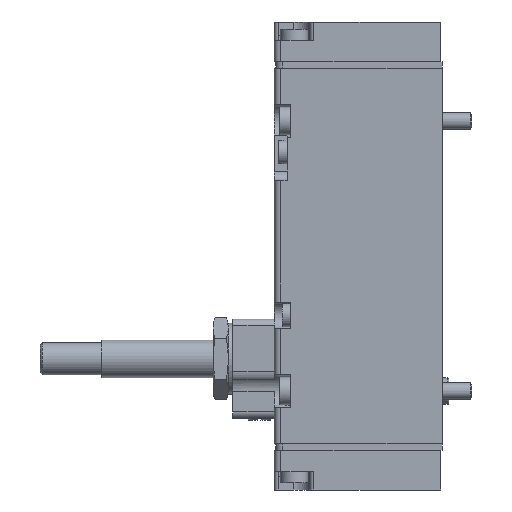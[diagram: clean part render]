
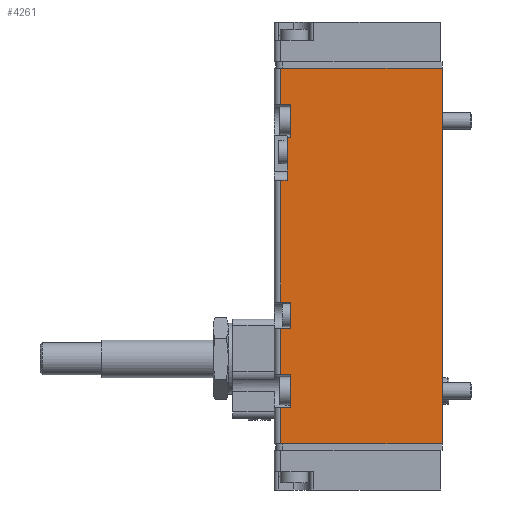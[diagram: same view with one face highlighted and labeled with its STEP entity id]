
A CAD part, left-side view. The second image highlights one B-rep face of the part: STEP entity #4261.
In plain terms, the highlighted planar face has unit normal (-1, 0.018, 0).
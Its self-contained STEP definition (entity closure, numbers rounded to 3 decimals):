
#123=LINE('',#6568,#497);
#129=LINE('',#6581,#503);
#130=LINE('',#6583,#504);
#131=LINE('',#6585,#505);
#132=LINE('',#6587,#506);
#133=LINE('',#6589,#507);
#134=LINE('',#6591,#508);
#135=LINE('',#6593,#509);
#136=LINE('',#6595,#510);
#137=LINE('',#6597,#511);
#138=LINE('',#6599,#512);
#139=LINE('',#6601,#513);
#140=LINE('',#6603,#514);
#141=LINE('',#6605,#515);
#142=LINE('',#6607,#516);
#143=LINE('',#6609,#517);
#144=LINE('',#6611,#518);
#145=LINE('',#6613,#519);
#497=VECTOR('',#5145,1000.);
#503=VECTOR('',#5155,1000.);
#504=VECTOR('',#5156,1000.);
#505=VECTOR('',#5157,1000.);
#506=VECTOR('',#5158,1000.);
#507=VECTOR('',#5159,1000.);
#508=VECTOR('',#5160,1000.);
#509=VECTOR('',#5161,1000.);
#510=VECTOR('',#5162,1000.);
#511=VECTOR('',#5163,1000.);
#512=VECTOR('',#5164,1000.);
#513=VECTOR('',#5165,1000.);
#514=VECTOR('',#5166,1000.);
#515=VECTOR('',#5167,1000.);
#516=VECTOR('',#5168,1000.);
#517=VECTOR('',#5169,1000.);
#518=VECTOR('',#5170,1000.);
#519=VECTOR('',#5171,1000.);
#856=PLANE('',#4572);
#1324=ORIENTED_EDGE('',*,*,#2563,.F.);
#1325=ORIENTED_EDGE('',*,*,#2564,.T.);
#1326=ORIENTED_EDGE('',*,*,#2565,.T.);
#1327=ORIENTED_EDGE('',*,*,#2566,.F.);
#1328=ORIENTED_EDGE('',*,*,#2567,.F.);
#1329=ORIENTED_EDGE('',*,*,#2568,.F.);
#1330=ORIENTED_EDGE('',*,*,#2569,.T.);
#1331=ORIENTED_EDGE('',*,*,#2570,.F.);
#1332=ORIENTED_EDGE('',*,*,#2571,.F.);
#1333=ORIENTED_EDGE('',*,*,#2572,.F.);
#1334=ORIENTED_EDGE('',*,*,#2573,.T.);
#1335=ORIENTED_EDGE('',*,*,#2574,.T.);
#1336=ORIENTED_EDGE('',*,*,#2575,.F.);
#1337=ORIENTED_EDGE('',*,*,#2576,.F.);
#1338=ORIENTED_EDGE('',*,*,#2577,.T.);
#1339=ORIENTED_EDGE('',*,*,#2578,.F.);
#1340=ORIENTED_EDGE('',*,*,#2579,.F.);
#1341=ORIENTED_EDGE('',*,*,#2557,.F.);
#2557=EDGE_CURVE('',#3168,#3169,#123,.T.);
#2563=EDGE_CURVE('',#3174,#3168,#129,.T.);
#2564=EDGE_CURVE('',#3174,#3175,#130,.T.);
#2565=EDGE_CURVE('',#3175,#3176,#131,.T.);
#2566=EDGE_CURVE('',#3177,#3176,#132,.T.);
#2567=EDGE_CURVE('',#3178,#3177,#133,.T.);
#2568=EDGE_CURVE('',#3179,#3178,#134,.T.);
#2569=EDGE_CURVE('',#3179,#3180,#135,.T.);
#2570=EDGE_CURVE('',#3181,#3180,#136,.T.);
#2571=EDGE_CURVE('',#3182,#3181,#137,.T.);
#2572=EDGE_CURVE('',#3183,#3182,#138,.T.);
#2573=EDGE_CURVE('',#3183,#3184,#139,.T.);
#2574=EDGE_CURVE('',#3184,#3185,#140,.T.);
#2575=EDGE_CURVE('',#3186,#3185,#141,.T.);
#2576=EDGE_CURVE('',#3187,#3186,#142,.T.);
#2577=EDGE_CURVE('',#3187,#3188,#143,.T.);
#2578=EDGE_CURVE('',#3189,#3188,#144,.T.);
#2579=EDGE_CURVE('',#3169,#3189,#145,.T.);
#3168=VERTEX_POINT('',#6567);
#3169=VERTEX_POINT('',#6569);
#3174=VERTEX_POINT('',#6582);
#3175=VERTEX_POINT('',#6584);
#3176=VERTEX_POINT('',#6586);
#3177=VERTEX_POINT('',#6588);
#3178=VERTEX_POINT('',#6590);
#3179=VERTEX_POINT('',#6592);
#3180=VERTEX_POINT('',#6594);
#3181=VERTEX_POINT('',#6596);
#3182=VERTEX_POINT('',#6598);
#3183=VERTEX_POINT('',#6600);
#3184=VERTEX_POINT('',#6602);
#3185=VERTEX_POINT('',#6604);
#3186=VERTEX_POINT('',#6606);
#3187=VERTEX_POINT('',#6608);
#3188=VERTEX_POINT('',#6610);
#3189=VERTEX_POINT('',#6612);
#3580=EDGE_LOOP('',(#1324,#1325,#1326,#1327,#1328,#1329,#1330,#1331,#1332,
#1333,#1334,#1335,#1336,#1337,#1338,#1339,#1340,#1341));
#3912=FACE_BOUND('',#3580,.T.);
#4261=ADVANCED_FACE('',(#3912),#856,.F.);
#4572=AXIS2_PLACEMENT_3D('',#6580,#5153,#5154);
#5145=DIRECTION('',(-0.017,-1.,0.));
#5153=DIRECTION('',(1.,-0.017,0.));
#5154=DIRECTION('',(0.017,1.,0.));
#5155=DIRECTION('',(0.,0.,1.));
#5156=DIRECTION('',(0.017,1.,0.));
#5157=DIRECTION('',(0.,0.,-1.));
#5158=DIRECTION('',(0.017,1.,0.));
#5159=DIRECTION('',(0.,0.,1.));
#5160=DIRECTION('',(-0.017,-1.,0.));
#5161=DIRECTION('',(0.,0.,-1.));
#5162=DIRECTION('',(0.017,1.,0.));
#5163=DIRECTION('',(0.,0.,1.));
#5164=DIRECTION('',(-0.017,-1.,0.));
#5165=DIRECTION('',(0.,0.,-1.));
#5166=DIRECTION('',(-0.017,-1.,0.));
#5167=DIRECTION('',(0.,0.,-1.));
#5168=DIRECTION('',(-0.017,-1.,0.));
#5169=DIRECTION('',(0.,0.,-1.));
#5170=DIRECTION('',(0.017,1.,0.));
#5171=DIRECTION('',(0.,0.,1.));
#6567=CARTESIAN_POINT('',(-21.18,47.,36.));
#6568=CARTESIAN_POINT('',(-21.144,49.035,36.));
#6569=CARTESIAN_POINT('',(-21.197,46.,36.));
#6580=CARTESIAN_POINT('',(-21.144,49.035,59.));
#6581=CARTESIAN_POINT('',(-21.18,47.,59.));
#6582=CARTESIAN_POINT('',(-21.18,47.,23.));
#6583=CARTESIAN_POINT('',(-21.144,49.035,23.));
#6584=CARTESIAN_POINT('',(-21.144,49.035,23.));
#6585=CARTESIAN_POINT('',(-21.144,49.035,59.));
#6586=CARTESIAN_POINT('',(-21.144,49.035,-14.));
#6587=CARTESIAN_POINT('',(-21.144,49.035,-14.));
#6588=CARTESIAN_POINT('',(-21.197,46.,-14.));
#6589=CARTESIAN_POINT('',(-21.197,46.,59.));
#6590=CARTESIAN_POINT('',(-21.197,46.,-22.));
#6591=CARTESIAN_POINT('',(-21.144,49.035,-22.));
#6592=CARTESIAN_POINT('',(-21.144,49.035,-22.));
#6593=CARTESIAN_POINT('',(-21.144,49.035,59.));
#6594=CARTESIAN_POINT('',(-21.144,49.035,-36.));
#6595=CARTESIAN_POINT('',(-21.144,49.035,-36.));
#6596=CARTESIAN_POINT('',(-21.197,46.,-36.));
#6597=CARTESIAN_POINT('',(-21.197,46.,59.));
#6598=CARTESIAN_POINT('',(-21.197,46.,-46.));
#6599=CARTESIAN_POINT('',(-21.144,49.035,-46.));
#6600=CARTESIAN_POINT('',(-21.144,49.035,-46.));
#6601=CARTESIAN_POINT('',(-21.144,49.035,59.));
#6602=CARTESIAN_POINT('',(-21.144,49.035,-57.));
#6603=CARTESIAN_POINT('',(-21.144,49.035,-57.));
#6604=CARTESIAN_POINT('',(-22.,0.,-57.));
#6605=CARTESIAN_POINT('',(-22.,0.,59.));
#6606=CARTESIAN_POINT('',(-22.,0.,57.));
#6607=CARTESIAN_POINT('',(-21.144,49.035,57.));
#6608=CARTESIAN_POINT('',(-21.144,49.035,57.));
#6609=CARTESIAN_POINT('',(-21.144,49.035,59.));
#6610=CARTESIAN_POINT('',(-21.144,49.035,46.));
#6611=CARTESIAN_POINT('',(-21.144,49.035,46.));
#6612=CARTESIAN_POINT('',(-21.197,46.,46.));
#6613=CARTESIAN_POINT('',(-21.197,46.,59.));
